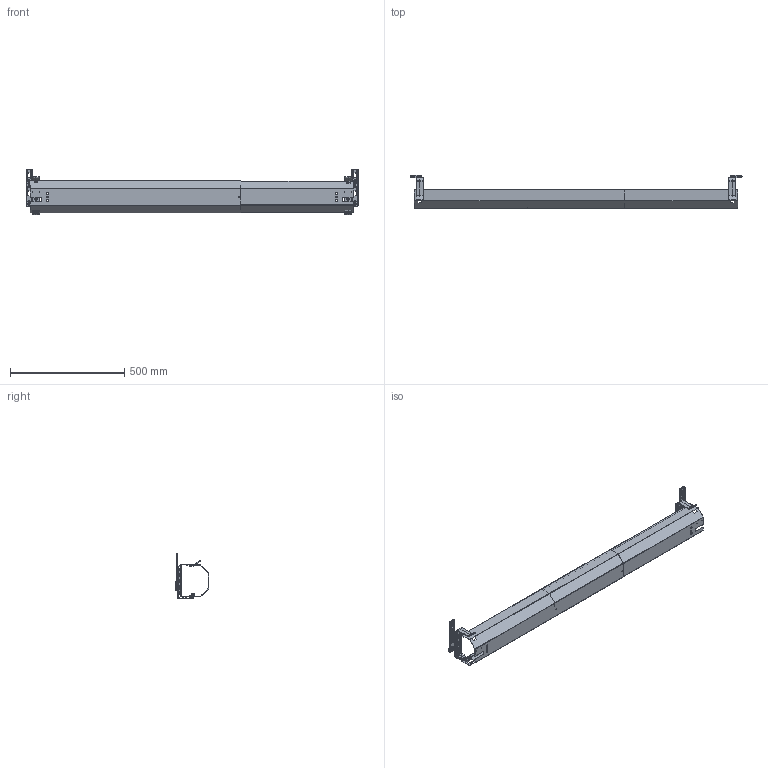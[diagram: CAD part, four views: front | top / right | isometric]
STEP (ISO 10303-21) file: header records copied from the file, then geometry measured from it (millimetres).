
FILE_DESCRIPTION (( 'STEP AP203' ), '1' );
FILE_NAME ('DIKEDxx Cable tray Flex.STEP', '2019-11-19T09:04:47', ( '' ), ( '' ), 'SwSTEP 2.0', 'SolidWorks 2017', '' );
FILE_SCHEMA (( 'CONFIG_CONTROL_DESIGN' ));
Products named in the file (1): DIKEDxx Cable tray Flex
Bounding box: 1452.86 x 145.18 x 200.32 mm (x, y, z)
Surface area: 1153511.4 mm2 (no closed solid volume)
Topology: 0 solids, 31 shells, 1341 faces, 5295 edges, 3783 vertices
Faces by surface type: plane 680, cylinder 369, cone 162, torus 79, bspline 46, sphere 5
Entity records: 56184 total; most frequent: CARTESIAN_POINT 15429, DIRECTION 8088, ORIENTED_EDGE 7592, EDGE_CURVE 5295, VERTEX_POINT 3783, LINE 2994, VECTOR 2994, AXIS2_PLACEMENT_3D 2547
